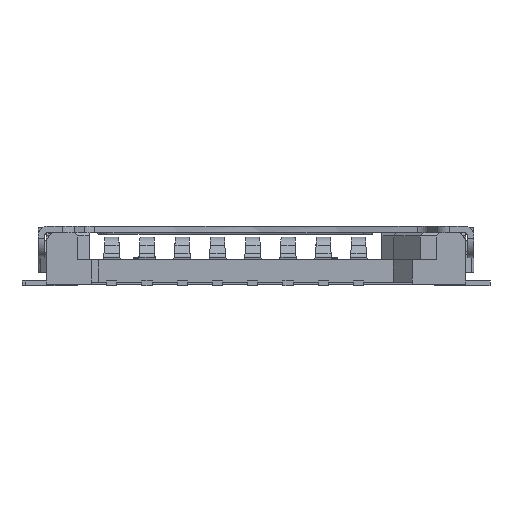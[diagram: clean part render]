
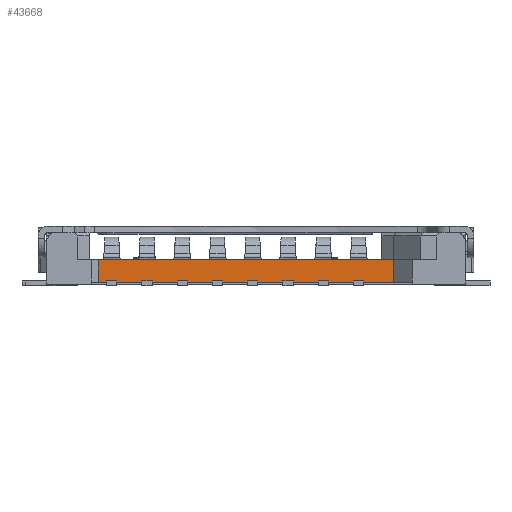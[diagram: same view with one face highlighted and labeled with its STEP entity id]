
A CAD part, front view. The second image highlights one B-rep face of the part: STEP entity #43668.
In plain terms, the highlighted free-form (B-spline) face has degree [1, 1] with [2, 2] control points.
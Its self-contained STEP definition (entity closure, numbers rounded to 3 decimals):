
#346 = CARTESIAN_POINT ( 'NONE',  ( -69.244, -2.884, 0.1 ) ) ;
#1599 = VERTEX_POINT ( 'NONE', #31241 ) ;
#2029 = VERTEX_POINT ( 'NONE', #14271 ) ;
#3514 = VERTEX_POINT ( 'NONE', #5707 ) ;
#4740 = B_SPLINE_CURVE_WITH_KNOTS ( 'NONE', 1,
 ( #30313, #17785 ),
 .UNSPECIFIED., .F., .F.,
 ( 2, 2 ),
 ( -1., 0. ),
 .UNSPECIFIED. ) ;
#5707 = CARTESIAN_POINT ( 'NONE',  ( -78.444, -2.884, 0.1 ) ) ;
#6593 = CARTESIAN_POINT ( 'NONE',  ( -78.444, -2.884, 0.1 ) ) ;
#7212 = VERTEX_POINT ( 'NONE', #52185 ) ;
#10384 = ORIENTED_EDGE ( 'NONE', *, *, #34851, .T. ) ;
#10868 = B_SPLINE_CURVE_WITH_KNOTS ( 'NONE', 1,
 ( #23718, #36761 ),
 .UNSPECIFIED., .F., .F.,
 ( 2, 2 ),
 ( 0., 1. ),
 .UNSPECIFIED. ) ;
#12652 = EDGE_CURVE ( 'NONE', #1599, #7212, #33301, .T. ) ;
#13236 = CARTESIAN_POINT ( 'NONE',  ( -69.244, -2.884, 0.1 ) ) ;
#14271 = CARTESIAN_POINT ( 'NONE',  ( -78.444, -2.884, 0.807 ) ) ;
#14933 = EDGE_LOOP ( 'NONE', ( #15036, #47989, #10384, #37643 ) ) ;
#15036 = ORIENTED_EDGE ( 'NONE', *, *, #41009, .F. ) ;
#17785 = CARTESIAN_POINT ( 'NONE',  ( -78.444, -2.884, 0.807 ) ) ;
#19280 = B_SPLINE_CURVE_WITH_KNOTS ( 'NONE', 1,
 ( #346, #37395 ),
 .UNSPECIFIED., .F., .F.,
 ( 2, 2 ),
 ( -1., 0. ),
 .UNSPECIFIED. ) ;
#19889 = EDGE_CURVE ( 'NONE', #3514, #2029, #4740, .T. ) ;
#21473 = CARTESIAN_POINT ( 'NONE',  ( -69.244, -2.884, 0.1 ) ) ;
#23718 = CARTESIAN_POINT ( 'NONE',  ( -69.244, -2.884, 0.807 ) ) ;
#30313 = CARTESIAN_POINT ( 'NONE',  ( -78.444, -2.884, 0.1 ) ) ;
#31241 = CARTESIAN_POINT ( 'NONE',  ( -69.244, -2.884, 0.807 ) ) ;
#31384 = CARTESIAN_POINT ( 'NONE',  ( -78.444, -2.884, 0.807 ) ) ;
#33301 = B_SPLINE_CURVE_WITH_KNOTS ( 'NONE', 1,
 ( #34737, #13236 ),
 .UNSPECIFIED., .F., .F.,
 ( 2, 2 ),
 ( -1., 0. ),
 .UNSPECIFIED. ) ;
#34737 = CARTESIAN_POINT ( 'NONE',  ( -69.244, -2.884, 0.807 ) ) ;
#34851 = EDGE_CURVE ( 'NONE', #1599, #2029, #10868, .T. ) ;
#36761 = CARTESIAN_POINT ( 'NONE',  ( -78.444, -2.884, 0.807 ) ) ;
#37395 = CARTESIAN_POINT ( 'NONE',  ( -78.444, -2.884, 0.1 ) ) ;
#37643 = ORIENTED_EDGE ( 'NONE', *, *, #19889, .F. ) ;
#41009 = EDGE_CURVE ( 'NONE', #7212, #3514, #19280, .T. ) ;
#43668 = ADVANCED_FACE ( 'NONE', ( #52059 ), #44468, .T. ) ;
#43896 = CARTESIAN_POINT ( 'NONE',  ( -69.244, -2.884, 0.807 ) ) ;
#44468 = B_SPLINE_SURFACE_WITH_KNOTS ( 'NONE', 1, 1, ( 
 ( #31384, #43896 ),
 ( #6593, #21473 ) ),
 .UNSPECIFIED., .F., .F., .F.,
 ( 2, 2 ),
 ( 2, 2 ),
 ( 0., 1. ),
 ( 0., 1. ),
 .UNSPECIFIED. ) ;
#47989 = ORIENTED_EDGE ( 'NONE', *, *, #12652, .F. ) ;
#52059 = FACE_OUTER_BOUND ( 'NONE', #14933, .T. ) ;
#52185 = CARTESIAN_POINT ( 'NONE',  ( -69.244, -2.884, 0.1 ) ) ;
